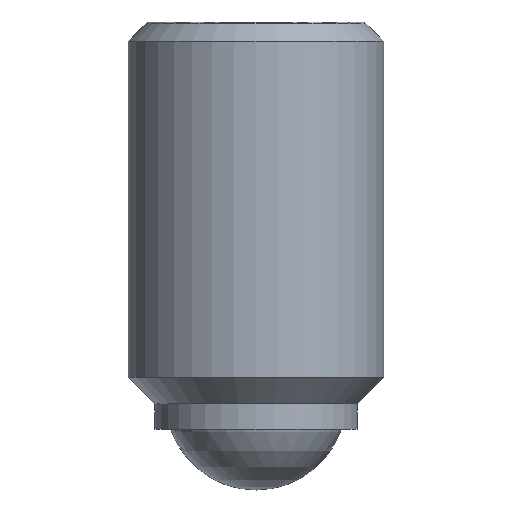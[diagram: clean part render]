
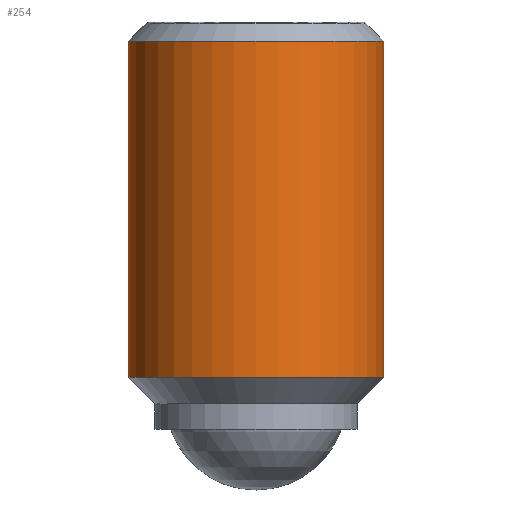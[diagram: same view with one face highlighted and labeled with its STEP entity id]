
A CAD part, front view. The second image highlights one B-rep face of the part: STEP entity #254.
In plain terms, the highlighted cylindrical face has radius 6 mm (diameter 12 mm), a partial arc.
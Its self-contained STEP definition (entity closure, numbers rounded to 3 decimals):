
#184=EDGE_CURVE('',#286,#306,#411,.T.);
#232=EDGE_CURVE('',#286,#278,#463,.T.);
#242=EDGE_CURVE('',#306,#264,#475,.T.);
#254=ADVANCED_FACE('',(#487),#488,.T.);
#264=VERTEX_POINT('',#499);
#276=EDGE_CURVE('',#264,#278,#512,.T.);
#278=VERTEX_POINT('',#514);
#286=VERTEX_POINT('',#522);
#306=VERTEX_POINT('',#544);
#411=LINE('',#675,#676);
#463=CIRCLE('',#757,6.);
#475=CIRCLE('',#772,6.);
#487=FACE_OUTER_BOUND('',#795,.T.);
#488=CYLINDRICAL_SURFACE('',#796,6.);
#499=CARTESIAN_POINT('',(6.0,0.,-0.9));
#512=LINE('',#831,#832);
#514=CARTESIAN_POINT('',(6.0,0.,-16.7));
#522=CARTESIAN_POINT('',(-6.,0.,-16.7));
#544=CARTESIAN_POINT('',(-6.,0.,-0.9));
#675=CARTESIAN_POINT('',(-6.,0.,-8.8));
#676=VECTOR('',#1028,1.0);
#757=AXIS2_PLACEMENT_3D('',#1080,#1081,#1082);
#772=AXIS2_PLACEMENT_3D('',#1101,#1102,#1103);
#795=EDGE_LOOP('',(#1108,#1109,#1110,#1111));
#796=AXIS2_PLACEMENT_3D('',#1112,#1113,#1114);
#831=CARTESIAN_POINT('',(6.0,0.,-8.8));
#832=VECTOR('',#1138,1.0);
#1028=DIRECTION('',(0.0,0.0,1.0));
#1080=CARTESIAN_POINT('',(0.,0.,-16.7));
#1081=DIRECTION('',(0.0,0.0,1.0));
#1082=DIRECTION('',(-1.0,0.,0.0));
#1101=CARTESIAN_POINT('',(0.,0.,-0.9));
#1102=DIRECTION('',(0.0,0.0,1.0));
#1103=DIRECTION('',(-1.0,0.,0.0));
#1108=ORIENTED_EDGE('',*,*,#184,.F.);
#1109=ORIENTED_EDGE('',*,*,#232,.T.);
#1110=ORIENTED_EDGE('',*,*,#276,.F.);
#1111=ORIENTED_EDGE('',*,*,#242,.F.);
#1112=CARTESIAN_POINT('',(0.,0.,-8.8));
#1113=DIRECTION('',(-0.0,-0.0,-1.0));
#1114=DIRECTION('',(-1.0,0.,0.0));
#1138=DIRECTION('',(-0.0,-0.0,-1.0));
